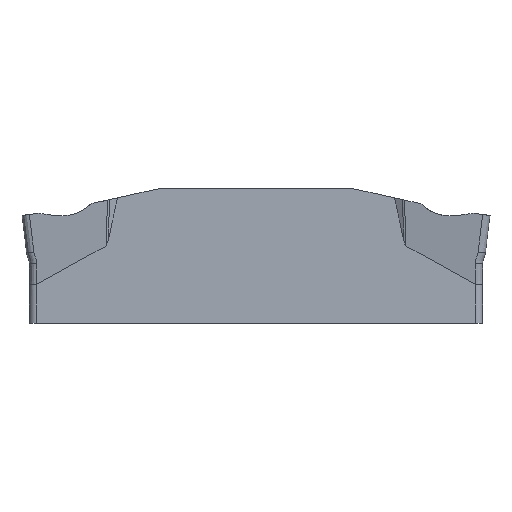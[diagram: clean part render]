
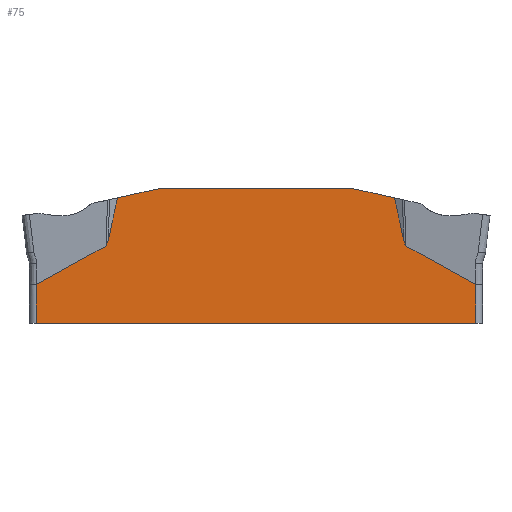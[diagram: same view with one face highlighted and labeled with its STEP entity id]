
A CAD part, left-side view. The second image highlights one B-rep face of the part: STEP entity #75.
In plain terms, the highlighted planar face has unit normal (-1, 0, 0).
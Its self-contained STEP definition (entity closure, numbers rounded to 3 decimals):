
#75=ADVANCED_FACE('SIDE_IB_1_SU5',(#153),#129,.F.);
#129=PLANE('',#1053);
#153=FACE_OUTER_BOUND('',#207,.T.);
#207=EDGE_LOOP('',(#261,#262,#263,#264,#265,#266,#267,#268,#269,#270,#271,
#272,#273,#274));
#261=ORIENTED_EDGE('',*,*,#653,.F.);
#262=ORIENTED_EDGE('',*,*,#654,.T.);
#263=ORIENTED_EDGE('',*,*,#655,.T.);
#264=ORIENTED_EDGE('',*,*,#656,.T.);
#265=ORIENTED_EDGE('',*,*,#657,.T.);
#266=ORIENTED_EDGE('',*,*,#658,.T.);
#267=ORIENTED_EDGE('',*,*,#659,.F.);
#268=ORIENTED_EDGE('',*,*,#660,.T.);
#269=ORIENTED_EDGE('',*,*,#661,.T.);
#270=ORIENTED_EDGE('',*,*,#662,.T.);
#271=ORIENTED_EDGE('',*,*,#663,.T.);
#272=ORIENTED_EDGE('',*,*,#664,.T.);
#273=ORIENTED_EDGE('',*,*,#665,.F.);
#274=ORIENTED_EDGE('',*,*,#666,.F.);
#557=VERTEX_POINT('',#1334);
#558=VERTEX_POINT('',#1335);
#559=VERTEX_POINT('',#1337);
#560=VERTEX_POINT('',#1354);
#561=VERTEX_POINT('',#1356);
#562=VERTEX_POINT('',#1364);
#563=VERTEX_POINT('',#1366);
#564=VERTEX_POINT('',#1368);
#565=VERTEX_POINT('',#1370);
#566=VERTEX_POINT('',#1378);
#567=VERTEX_POINT('',#1380);
#568=VERTEX_POINT('',#1394);
#569=VERTEX_POINT('',#1396);
#570=VERTEX_POINT('',#1398);
#653=EDGE_CURVE('',#557,#558,#801,.T.);
#654=EDGE_CURVE('',#557,#559,#802,.T.);
#655=EDGE_CURVE('',#559,#560,#953,.T.);
#656=EDGE_CURVE('',#560,#561,#803,.T.);
#657=EDGE_CURVE('',#561,#562,#954,.T.);
#658=EDGE_CURVE('',#562,#563,#804,.T.);
#659=EDGE_CURVE('',#564,#563,#805,.T.);
#660=EDGE_CURVE('',#564,#565,#806,.T.);
#661=EDGE_CURVE('',#565,#566,#955,.T.);
#662=EDGE_CURVE('',#566,#567,#807,.T.);
#663=EDGE_CURVE('',#567,#568,#956,.T.);
#664=EDGE_CURVE('',#568,#569,#808,.T.);
#665=EDGE_CURVE('',#570,#569,#809,.T.);
#666=EDGE_CURVE('',#558,#570,#810,.T.);
#801=LINE('',#1333,#869);
#802=LINE('',#1336,#870);
#803=LINE('',#1355,#871);
#804=LINE('',#1365,#872);
#805=LINE('',#1367,#873);
#806=LINE('',#1369,#874);
#807=LINE('',#1379,#875);
#808=LINE('',#1395,#876);
#809=LINE('',#1397,#877);
#810=LINE('',#1399,#878);
#869=VECTOR('',#1093,1.);
#870=VECTOR('',#1094,1.);
#871=VECTOR('',#1095,1.);
#872=VECTOR('',#1096,1.);
#873=VECTOR('',#1097,1.);
#874=VECTOR('',#1098,1.);
#875=VECTOR('',#1099,1.);
#876=VECTOR('',#1100,1.);
#877=VECTOR('',#1101,1.);
#878=VECTOR('',#1102,1.);
#953=B_SPLINE_CURVE_WITH_KNOTS('',3,(#1338,#1339,#1340,#1341,#1342,#1343,
#1344,#1345,#1346,#1347,#1348,#1349,#1350,#1351,#1352,#1353),
 .UNSPECIFIED.,.F.,.F.,(4,3,3,3,3,4),(0.,0.352,0.667,
0.835,0.938,1.),.UNSPECIFIED.);
#954=B_SPLINE_CURVE_WITH_KNOTS('',3,(#1357,#1358,#1359,#1360,#1361,#1362,
#1363),.UNSPECIFIED.,.F.,.F.,(4,3,4),(0.,0.665,1.),
 .UNSPECIFIED.);
#955=B_SPLINE_CURVE_WITH_KNOTS('',3,(#1371,#1372,#1373,#1374,#1375,#1376,
#1377),.UNSPECIFIED.,.F.,.F.,(4,3,4),(0.,0.665,1.),
 .UNSPECIFIED.);
#956=B_SPLINE_CURVE_WITH_KNOTS('',3,(#1381,#1382,#1383,#1384,#1385,#1386,
#1387,#1388,#1389,#1390,#1391,#1392,#1393),.UNSPECIFIED.,.F.,.F.,(4,3,3,
3,4),(0.,0.082,0.309,0.653,1.),
 .UNSPECIFIED.);
#1053=AXIS2_PLACEMENT_3D('',#1400,#1103,#1104);
#1093=DIRECTION('',(0.,-0.976,0.216));
#1094=DIRECTION('',(0.,0.214,-0.977));
#1095=DIRECTION('',(0.,0.873,-0.487));
#1096=DIRECTION('',(0.,0.,-1.));
#1097=DIRECTION('',(0.,1.,0.));
#1098=DIRECTION('',(0.,0.,1.));
#1099=DIRECTION('',(0.,0.873,0.487));
#1100=DIRECTION('',(0.,0.214,0.977));
#1101=DIRECTION('',(0.,-0.976,-0.216));
#1102=DIRECTION('',(0.,-1.,0.));
#1103=DIRECTION('',(1.,0.,0.));
#1104=DIRECTION('',(0.,0.,-1.));
#1333=CARTESIAN_POINT('',(-1.15,0.446,2.013));
#1334=CARTESIAN_POINT('',(-1.15,5.939,0.795));
#1335=CARTESIAN_POINT('',(-1.15,4.146,1.192));
#1336=CARTESIAN_POINT('',(-1.15,5.834,1.278));
#1337=CARTESIAN_POINT('',(-1.15,6.337,-1.021));
#1338=CARTESIAN_POINT('',(-1.15,6.337,-1.021));
#1339=CARTESIAN_POINT('',(-1.15,6.344,-1.052));
#1340=CARTESIAN_POINT('',(-1.15,6.351,-1.082));
#1341=CARTESIAN_POINT('',(-1.15,6.36,-1.112));
#1342=CARTESIAN_POINT('',(-1.15,6.367,-1.139));
#1343=CARTESIAN_POINT('',(-1.15,6.375,-1.166));
#1344=CARTESIAN_POINT('',(-1.15,6.386,-1.192));
#1345=CARTESIAN_POINT('',(-1.15,6.391,-1.206));
#1346=CARTESIAN_POINT('',(-1.15,6.397,-1.22));
#1347=CARTESIAN_POINT('',(-1.15,6.405,-1.233));
#1348=CARTESIAN_POINT('',(-1.15,6.409,-1.241));
#1349=CARTESIAN_POINT('',(-1.15,6.414,-1.249));
#1350=CARTESIAN_POINT('',(-1.15,6.42,-1.256));
#1351=CARTESIAN_POINT('',(-1.15,6.424,-1.26));
#1352=CARTESIAN_POINT('',(-1.15,6.428,-1.263));
#1353=CARTESIAN_POINT('',(-1.15,6.433,-1.266));
#1354=CARTESIAN_POINT('',(-1.15,6.433,-1.266));
#1355=CARTESIAN_POINT('',(-1.15,0.987,1.77));
#1356=CARTESIAN_POINT('',(-1.15,9.396,-2.918));
#1357=CARTESIAN_POINT('',(-1.15,9.396,-2.918));
#1358=CARTESIAN_POINT('',(-1.15,9.4,-2.92));
#1359=CARTESIAN_POINT('',(-1.15,9.404,-2.922));
#1360=CARTESIAN_POINT('',(-1.15,9.408,-2.922));
#1361=CARTESIAN_POINT('',(-1.15,9.41,-2.923));
#1362=CARTESIAN_POINT('',(-1.15,9.412,-2.923));
#1363=CARTESIAN_POINT('',(-1.15,9.415,-2.923));
#1364=CARTESIAN_POINT('',(-1.15,9.415,-2.923));
#1365=CARTESIAN_POINT('',(-1.15,9.415,0.));
#1366=CARTESIAN_POINT('',(-1.15,9.415,-4.592));
#1367=CARTESIAN_POINT('',(-1.15,0.,-4.592));
#1368=CARTESIAN_POINT('',(-1.15,-9.415,-4.592));
#1369=CARTESIAN_POINT('',(-1.15,-9.415,0.));
#1370=CARTESIAN_POINT('',(-1.15,-9.415,-2.923));
#1371=CARTESIAN_POINT('',(-1.15,-9.415,-2.923));
#1372=CARTESIAN_POINT('',(-1.15,-9.41,-2.923));
#1373=CARTESIAN_POINT('',(-1.15,-9.406,-2.922));
#1374=CARTESIAN_POINT('',(-1.15,-9.402,-2.921));
#1375=CARTESIAN_POINT('',(-1.15,-9.4,-2.92));
#1376=CARTESIAN_POINT('',(-1.15,-9.398,-2.919));
#1377=CARTESIAN_POINT('',(-1.15,-9.396,-2.918));
#1378=CARTESIAN_POINT('',(-1.15,-9.396,-2.918));
#1379=CARTESIAN_POINT('',(-1.15,-0.987,1.77));
#1380=CARTESIAN_POINT('',(-1.15,-6.433,-1.266));
#1381=CARTESIAN_POINT('',(-1.15,-6.433,-1.266));
#1382=CARTESIAN_POINT('',(-1.15,-6.427,-1.263));
#1383=CARTESIAN_POINT('',(-1.15,-6.421,-1.257));
#1384=CARTESIAN_POINT('',(-1.15,-6.417,-1.251));
#1385=CARTESIAN_POINT('',(-1.15,-6.404,-1.236));
#1386=CARTESIAN_POINT('',(-1.15,-6.396,-1.217));
#1387=CARTESIAN_POINT('',(-1.15,-6.388,-1.198));
#1388=CARTESIAN_POINT('',(-1.15,-6.376,-1.17));
#1389=CARTESIAN_POINT('',(-1.15,-6.367,-1.14));
#1390=CARTESIAN_POINT('',(-1.15,-6.359,-1.111));
#1391=CARTESIAN_POINT('',(-1.15,-6.351,-1.081));
#1392=CARTESIAN_POINT('',(-1.15,-6.344,-1.051));
#1393=CARTESIAN_POINT('',(-1.15,-6.337,-1.021));
#1394=CARTESIAN_POINT('',(-1.15,-6.337,-1.021));
#1395=CARTESIAN_POINT('',(-1.15,-5.834,1.278));
#1396=CARTESIAN_POINT('',(-1.15,-5.939,0.795));
#1397=CARTESIAN_POINT('',(-1.15,-0.446,2.013));
#1398=CARTESIAN_POINT('',(-1.15,-4.146,1.192));
#1399=CARTESIAN_POINT('',(-1.15,0.,1.192));
#1400=CARTESIAN_POINT('',(-1.15,0.,0.));
